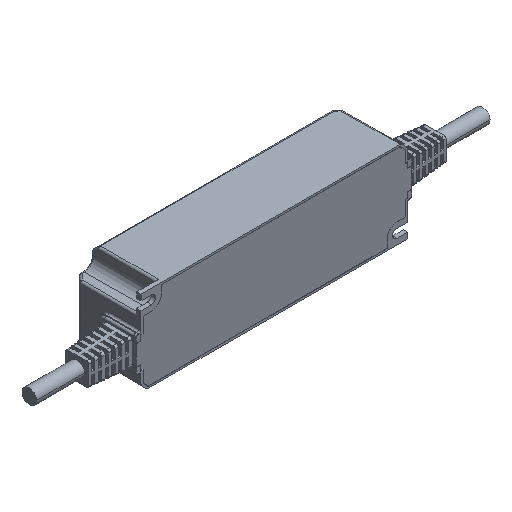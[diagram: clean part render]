
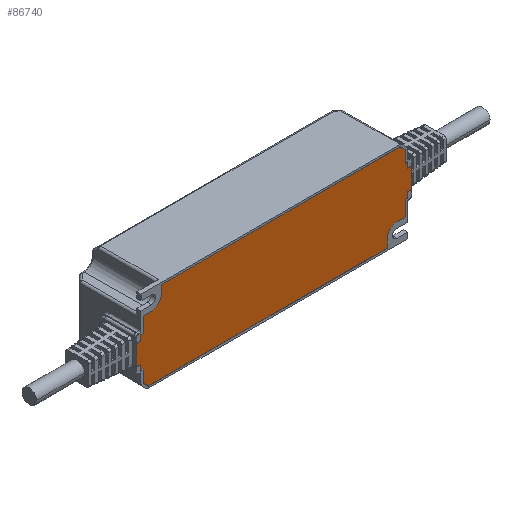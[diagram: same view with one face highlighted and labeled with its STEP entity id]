
A CAD part, isometric view. The second image highlights one B-rep face of the part: STEP entity #86740.
In plain terms, the highlighted planar face has unit normal (0, -1, 0).
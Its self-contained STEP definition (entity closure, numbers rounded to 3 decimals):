
#82240=CARTESIAN_POINT('',(61.808,-2.,
20.));
#82250=VERTEX_POINT('',#82240);
#82280=CARTESIAN_POINT('',(61.808,-2.,
20.));
#82290=DIRECTION('',(-1.,0.,0.));
#82300=VECTOR('',#82290,117.308);
#82310=LINE('',#82280,#82300);
#82320=CARTESIAN_POINT('',(-55.5,-2.,20.));
#82330=VERTEX_POINT('',#82320);
#82340=EDGE_CURVE('',#82250,#82330,#82310,.T.);
#84500=CARTESIAN_POINT('',(-65.1,-2.,20.7));
#84510=DIRECTION('',(0.,-1.,0.));
#84520=DIRECTION('',(0.,0.,-1.));
#84530=AXIS2_PLACEMENT_3D('',#84500,#84510,#84520);
#84540=PLANE('',#84530);
#84550=CARTESIAN_POINT('',(64.4,-2.,11.5));
#84560=DIRECTION('',(1.,0.,0.));
#84570=VECTOR('',#84560,1.1);
#84580=LINE('',#84550,#84570);
#84590=CARTESIAN_POINT('',(64.4,-2.,11.5));
#84600=VERTEX_POINT('',#84590);
#84610=CARTESIAN_POINT('',(65.5,-2.,11.5));
#84620=VERTEX_POINT('',#84610);
#84630=EDGE_CURVE('',#84600,#84620,#84580,.T.);
#84640=ORIENTED_EDGE('',*,*,#84630,.F.);
#84650=CARTESIAN_POINT('',(65.5,-2.,11.5));
#84660=DIRECTION('',(0.,0.,-1.));
#84670=VECTOR('',#84660,2.5);
#84680=LINE('',#84650,#84670);
#84690=CARTESIAN_POINT('',(65.5,-2.,9.));
#84700=VERTEX_POINT('',#84690);
#84710=EDGE_CURVE('',#84620,#84700,#84680,.T.);
#84720=ORIENTED_EDGE('',*,*,#84710,.F.);
#84730=CARTESIAN_POINT('',(65.5,-2.,9.));
#84740=DIRECTION('',(1.,0.,0.));
#84750=VECTOR('',#84740,2.25);
#84760=LINE('',#84730,#84750);
#84770=CARTESIAN_POINT('',(67.75,-2.,9.));
#84780=VERTEX_POINT('',#84770);
#84790=EDGE_CURVE('',#84700,#84780,#84760,.T.);
#84800=ORIENTED_EDGE('',*,*,#84790,.F.);
#84810=CARTESIAN_POINT('',(67.75,-2.,9.));
#84820=DIRECTION('',(0.,0.,-1.));
#84830=VECTOR('',#84820,10.);
#84840=LINE('',#84810,#84830);
#84850=CARTESIAN_POINT('',(67.75,-2.,-1.));
#84860=VERTEX_POINT('',#84850);
#84870=EDGE_CURVE('',#84780,#84860,#84840,.T.);
#84880=ORIENTED_EDGE('',*,*,#84870,.F.);
#84890=CARTESIAN_POINT('',(67.75,-2.,-1.));
#84900=DIRECTION('',(-1.,0.,0.));
#84910=VECTOR('',#84900,2.25);
#84920=LINE('',#84890,#84910);
#84930=CARTESIAN_POINT('',(65.5,-2.,-1.));
#84940=VERTEX_POINT('',#84930);
#84950=EDGE_CURVE('',#84860,#84940,#84920,.T.);
#84960=ORIENTED_EDGE('',*,*,#84950,.F.);
#84970=CARTESIAN_POINT('',(65.5,-2.,-1.));
#84980=DIRECTION('',(0.,0.,-1.));
#84990=VECTOR('',#84980,2.5);
#85000=LINE('',#84970,#84990);
#85010=CARTESIAN_POINT('',(65.5,-2.,-3.5));
#85020=VERTEX_POINT('',#85010);
#85030=EDGE_CURVE('',#84940,#85020,#85000,.T.);
#85040=ORIENTED_EDGE('',*,*,#85030,.F.);
#85050=CARTESIAN_POINT('',(65.5,-2.,-3.5));
#85060=DIRECTION('',(-1.,0.,0.));
#85070=VECTOR('',#85060,1.1);
#85080=LINE('',#85050,#85070);
#85090=CARTESIAN_POINT('',(64.4,-2.,-3.5));
#85100=VERTEX_POINT('',#85090);
#85110=EDGE_CURVE('',#85020,#85100,#85080,.T.);
#85120=ORIENTED_EDGE('',*,*,#85110,.F.);
#85130=CARTESIAN_POINT('',(64.4,-2.,-11.1));
#85140=DIRECTION('',(0.,0.,1.));
#85150=VECTOR('',#85140,7.6);
#85160=LINE('',#85130,#85150);
#85170=CARTESIAN_POINT('',(64.4,-2.,-11.1));
#85180=VERTEX_POINT('',#85170);
#85190=EDGE_CURVE('',#85180,#85100,#85160,.T.);
#85200=ORIENTED_EDGE('',*,*,#85190,.T.);
#85210=CARTESIAN_POINT('',(60.4,-2.,-11.1));
#85220=DIRECTION('',(1.,0.,0.));
#85230=VECTOR('',#85220,4.);
#85240=LINE('',#85210,#85230);
#85250=CARTESIAN_POINT('',(60.4,-2.,-11.1));
#85260=VERTEX_POINT('',#85250);
#85270=EDGE_CURVE('',#85260,#85180,#85240,.T.);
#85280=ORIENTED_EDGE('',*,*,#85270,.T.);
#85290=CARTESIAN_POINT('',(60.4,-2.,-16.));
#85300=DIRECTION('',(0.,-1.,0.));
#85310=DIRECTION('',(0.,0.,1.));
#85320=AXIS2_PLACEMENT_3D('',#85290,#85300,#85310);
#85330=CIRCLE('',#85320,4.9);
#85340=CARTESIAN_POINT('',(55.5,-2.,-16.));
#85350=VERTEX_POINT('',#85340);
#85360=EDGE_CURVE('',#85260,#85350,#85330,.T.);
#85370=ORIENTED_EDGE('',*,*,#85360,.F.);
#85380=CARTESIAN_POINT('',(55.5,-2.,-16.));
#85390=DIRECTION('',(0.,0.,-1.));
#85400=VECTOR('',#85390,4.);
#85410=LINE('',#85380,#85400);
#85420=CARTESIAN_POINT('',(55.5,-2.,-20.));
#85430=VERTEX_POINT('',#85420);
#85440=EDGE_CURVE('',#85350,#85430,#85410,.T.);
#85450=ORIENTED_EDGE('',*,*,#85440,.F.);
#85460=CARTESIAN_POINT('',(55.5,-2.,-20.));
#85470=DIRECTION('',(-1.,0.,0.));
#85480=VECTOR('',#85470,117.308);
#85490=LINE('',#85460,#85480);
#85500=CARTESIAN_POINT('',(-61.808,-2.,
-20.));
#85510=VERTEX_POINT('',#85500);
#85520=EDGE_CURVE('',#85430,#85510,#85490,.T.);
#85530=ORIENTED_EDGE('',*,*,#85520,.F.);
#85540=CARTESIAN_POINT('',(-61.808,-2.,
-20.));
#85550=DIRECTION('',(-0.707,0.,0.707));
#85560=VECTOR('',#85550,3.664);
#85570=LINE('',#85540,#85560);
#85580=CARTESIAN_POINT('',(-64.4,-2.,
-17.41));
#85590=VERTEX_POINT('',#85580);
#85600=EDGE_CURVE('',#85510,#85590,#85570,.T.);
#85610=ORIENTED_EDGE('',*,*,#85600,.F.);
#85620=CARTESIAN_POINT('',(-64.4,-2.,
-17.41));
#85630=DIRECTION('',(0.,0.,1.));
#85640=VECTOR('',#85630,5.91);
#85650=LINE('',#85620,#85640);
#85660=CARTESIAN_POINT('',(-64.4,-2.,-11.5));
#85670=VERTEX_POINT('',#85660);
#85680=EDGE_CURVE('',#85590,#85670,#85650,.T.);
#85690=ORIENTED_EDGE('',*,*,#85680,.F.);
#85700=CARTESIAN_POINT('',(-64.4,-2.,-11.5));
#85710=DIRECTION('',(-1.,0.,0.));
#85720=VECTOR('',#85710,1.1);
#85730=LINE('',#85700,#85720);
#85740=CARTESIAN_POINT('',(-65.5,-2.,-11.5));
#85750=VERTEX_POINT('',#85740);
#85760=EDGE_CURVE('',#85670,#85750,#85730,.T.);
#85770=ORIENTED_EDGE('',*,*,#85760,.F.);
#85780=CARTESIAN_POINT('',(-65.5,-2.,-11.5));
#85790=DIRECTION('',(0.,0.,1.));
#85800=VECTOR('',#85790,2.5);
#85810=LINE('',#85780,#85800);
#85820=CARTESIAN_POINT('',(-65.5,-2.,-9.));
#85830=VERTEX_POINT('',#85820);
#85840=EDGE_CURVE('',#85750,#85830,#85810,.T.);
#85850=ORIENTED_EDGE('',*,*,#85840,.F.);
#85860=CARTESIAN_POINT('',(-65.5,-2.,-9.));
#85870=DIRECTION('',(-1.,0.,0.));
#85880=VECTOR('',#85870,2.25);
#85890=LINE('',#85860,#85880);
#85900=CARTESIAN_POINT('',(-67.75,-2.,-9.));
#85910=VERTEX_POINT('',#85900);
#85920=EDGE_CURVE('',#85830,#85910,#85890,.T.);
#85930=ORIENTED_EDGE('',*,*,#85920,.F.);
#85940=CARTESIAN_POINT('',(-67.75,-2.,-9.));
#85950=DIRECTION('',(0.,0.,1.));
#85960=VECTOR('',#85950,10.);
#85970=LINE('',#85940,#85960);
#85980=CARTESIAN_POINT('',(-67.75,-2.,1.));
#85990=VERTEX_POINT('',#85980);
#86000=EDGE_CURVE('',#85910,#85990,#85970,.T.);
#86010=ORIENTED_EDGE('',*,*,#86000,.F.);
#86020=CARTESIAN_POINT('',(-67.75,-2.,1.));
#86030=DIRECTION('',(1.,0.,0.));
#86040=VECTOR('',#86030,2.25);
#86050=LINE('',#86020,#86040);
#86060=CARTESIAN_POINT('',(-65.5,-2.,1.));
#86070=VERTEX_POINT('',#86060);
#86080=EDGE_CURVE('',#85990,#86070,#86050,.T.);
#86090=ORIENTED_EDGE('',*,*,#86080,.F.);
#86100=CARTESIAN_POINT('',(-65.5,-2.,1.));
#86110=DIRECTION('',(0.,0.,1.));
#86120=VECTOR('',#86110,2.5);
#86130=LINE('',#86100,#86120);
#86140=CARTESIAN_POINT('',(-65.5,-2.,3.5));
#86150=VERTEX_POINT('',#86140);
#86160=EDGE_CURVE('',#86070,#86150,#86130,.T.);
#86170=ORIENTED_EDGE('',*,*,#86160,.F.);
#86180=CARTESIAN_POINT('',(-65.5,-2.,3.5));
#86190=DIRECTION('',(1.,0.,0.));
#86200=VECTOR('',#86190,1.1);
#86210=LINE('',#86180,#86200);
#86220=CARTESIAN_POINT('',(-64.4,-2.,3.5));
#86230=VERTEX_POINT('',#86220);
#86240=EDGE_CURVE('',#86150,#86230,#86210,.T.);
#86250=ORIENTED_EDGE('',*,*,#86240,.F.);
#86260=CARTESIAN_POINT('',(-64.4,-2.,3.5));
#86270=DIRECTION('',(0.,0.,1.));
#86280=VECTOR('',#86270,7.6);
#86290=LINE('',#86260,#86280);
#86300=CARTESIAN_POINT('',(-64.4,-2.,11.1));
#86310=VERTEX_POINT('',#86300);
#86320=EDGE_CURVE('',#86230,#86310,#86290,.T.);
#86330=ORIENTED_EDGE('',*,*,#86320,.F.);
#86340=CARTESIAN_POINT('',(-60.4,-2.,11.1));
#86350=DIRECTION('',(-1.,0.,0.));
#86360=VECTOR('',#86350,4.);
#86370=LINE('',#86340,#86360);
#86380=CARTESIAN_POINT('',(-60.4,-2.,11.1));
#86390=VERTEX_POINT('',#86380);
#86400=EDGE_CURVE('',#86390,#86310,#86370,.T.);
#86410=ORIENTED_EDGE('',*,*,#86400,.T.);
#86420=CARTESIAN_POINT('',(-60.4,-2.,16.));
#86430=DIRECTION('',(0.,-1.,0.));
#86440=DIRECTION('',(0.,0.,-1.));
#86450=AXIS2_PLACEMENT_3D('',#86420,#86430,#86440);
#86460=CIRCLE('',#86450,4.9);
#86470=CARTESIAN_POINT('',(-55.5,-2.,16.));
#86480=VERTEX_POINT('',#86470);
#86490=EDGE_CURVE('',#86390,#86480,#86460,.T.);
#86500=ORIENTED_EDGE('',*,*,#86490,.F.);
#86510=CARTESIAN_POINT('',(-55.5,-2.,16.));
#86520=DIRECTION('',(0.,0.,1.));
#86530=VECTOR('',#86520,4.);
#86540=LINE('',#86510,#86530);
#86550=EDGE_CURVE('',#86480,#82330,#86540,.T.);
#86560=ORIENTED_EDGE('',*,*,#86550,.F.);
#86570=ORIENTED_EDGE('',*,*,#82340,.T.);
#86580=CARTESIAN_POINT('',(61.808,-2.,
20.));
#86590=DIRECTION('',(0.707,0.,-0.707));
#86600=VECTOR('',#86590,3.664);
#86610=LINE('',#86580,#86600);
#86620=CARTESIAN_POINT('',(64.4,-2.,
17.41));
#86630=VERTEX_POINT('',#86620);
#86640=EDGE_CURVE('',#82250,#86630,#86610,.T.);
#86650=ORIENTED_EDGE('',*,*,#86640,.F.);
#86660=CARTESIAN_POINT('',(64.4,-2.,11.5));
#86670=DIRECTION('',(0.,0.,1.));
#86680=VECTOR('',#86670,5.91);
#86690=LINE('',#86660,#86680);
#86700=EDGE_CURVE('',#84600,#86630,#86690,.T.);
#86710=ORIENTED_EDGE('',*,*,#86700,.T.);
#86720=EDGE_LOOP('',(#86710,#86650,#86570,#86560,#86500,#86410,#86330,
#86250,#86170,#86090,#86010,#85930,#85850,#85770,#85690,#85610,#85530,
#85450,#85370,#85280,#85200,#85120,#85040,#84960,#84880,#84800,#84720,
#84640));
#86730=FACE_OUTER_BOUND('',#86720,.T.);
#86740=ADVANCED_FACE('',(#86730),#84540,.T.);
